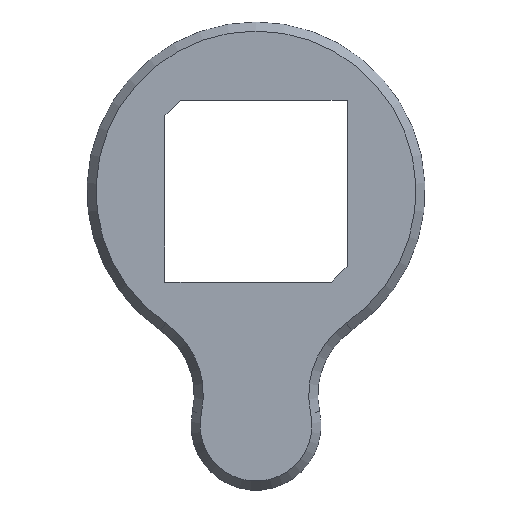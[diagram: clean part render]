
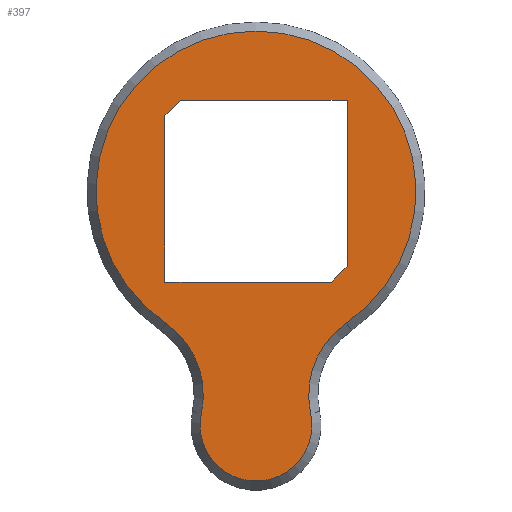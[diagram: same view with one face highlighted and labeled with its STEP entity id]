
A CAD part, top view. The second image highlights one B-rep face of the part: STEP entity #397.
In plain terms, the highlighted planar face has unit normal (0, 0, 1).
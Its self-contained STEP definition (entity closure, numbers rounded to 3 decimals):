
#15=FACE_BOUND('',#70,.T.);
#17=PLANE('',#446);
#45=FACE_OUTER_BOUND('',#69,.T.);
#69=EDGE_LOOP('',(#300,#301,#302,#303));
#70=EDGE_LOOP('',(#304,#305,#306,#307,#308,#309));
#89=CIRCLE('',#430,12.3);
#91=CIRCLE('',#433,6.7);
#93=CIRCLE('',#436,6.7);
#95=CIRCLE('',#439,4.3);
#108=LINE('',#627,#150);
#109=LINE('',#629,#151);
#110=LINE('',#631,#152);
#111=LINE('',#633,#153);
#112=LINE('',#635,#154);
#113=LINE('',#636,#155);
#150=VECTOR('',#512,10.);
#151=VECTOR('',#513,10.);
#152=VECTOR('',#514,10.);
#153=VECTOR('',#515,10.);
#154=VECTOR('',#516,10.);
#155=VECTOR('',#517,10.);
#186=VERTEX_POINT('',#590);
#187=VERTEX_POINT('',#592);
#189=VERTEX_POINT('',#598);
#192=VERTEX_POINT('',#605);
#197=VERTEX_POINT('',#625);
#198=VERTEX_POINT('',#626);
#199=VERTEX_POINT('',#628);
#200=VERTEX_POINT('',#630);
#201=VERTEX_POINT('',#632);
#202=VERTEX_POINT('',#634);
#220=EDGE_CURVE('',#186,#187,#89,.T.);
#223=EDGE_CURVE('',#187,#189,#91,.T.);
#227=EDGE_CURVE('',#192,#186,#93,.T.);
#229=EDGE_CURVE('',#189,#192,#95,.T.);
#237=EDGE_CURVE('',#197,#198,#108,.T.);
#238=EDGE_CURVE('',#198,#199,#109,.T.);
#239=EDGE_CURVE('',#199,#200,#110,.T.);
#240=EDGE_CURVE('',#200,#201,#111,.T.);
#241=EDGE_CURVE('',#201,#202,#112,.T.);
#242=EDGE_CURVE('',#202,#197,#113,.T.);
#300=ORIENTED_EDGE('',*,*,#220,.F.);
#301=ORIENTED_EDGE('',*,*,#227,.F.);
#302=ORIENTED_EDGE('',*,*,#229,.F.);
#303=ORIENTED_EDGE('',*,*,#223,.F.);
#304=ORIENTED_EDGE('',*,*,#237,.T.);
#305=ORIENTED_EDGE('',*,*,#238,.T.);
#306=ORIENTED_EDGE('',*,*,#239,.T.);
#307=ORIENTED_EDGE('',*,*,#240,.T.);
#308=ORIENTED_EDGE('',*,*,#241,.T.);
#309=ORIENTED_EDGE('',*,*,#242,.T.);
#397=ADVANCED_FACE('',(#45,#15),#17,.F.);
#430=AXIS2_PLACEMENT_3D('',#593,#472,#473);
#433=AXIS2_PLACEMENT_3D('',#599,#479,#480);
#436=AXIS2_PLACEMENT_3D('',#607,#487,#488);
#439=AXIS2_PLACEMENT_3D('',#610,#493,#494);
#446=AXIS2_PLACEMENT_3D('',#624,#510,#511);
#472=DIRECTION('center_axis',(0.,0.,
-1.));
#473=DIRECTION('ref_axis',(0.566,0.825,0.));
#479=DIRECTION('center_axis',(0.,0.,
1.));
#480=DIRECTION('ref_axis',(-0.977,-0.212,0.));
#487=DIRECTION('center_axis',(0.,0.,
1.));
#488=DIRECTION('ref_axis',(0.566,0.825,0.));
#493=DIRECTION('center_axis',(0.,0.,
-1.));
#494=DIRECTION('ref_axis',(-0.977,-0.212,0.));
#510=DIRECTION('center_axis',(0.,0.,
-1.));
#511=DIRECTION('ref_axis',(-1.,0.,0.));
#512=DIRECTION('',(1.,0.,0.));
#513=DIRECTION('',(0.,-1.,0.));
#514=DIRECTION('',(-0.707,-0.707,0.));
#515=DIRECTION('',(-1.,0.,0.));
#516=DIRECTION('',(0.,1.,0.));
#517=DIRECTION('',(0.707,0.707,0.));
#590=CARTESIAN_POINT('',(32.041,-6.642,-68.359));
#592=CARTESIAN_POINT('',(45.959,-6.642,-68.359));
#593=CARTESIAN_POINT('Origin',(39.,3.5,-68.359));
#598=CARTESIAN_POINT('',(43.202,-13.588,-68.359));
#599=CARTESIAN_POINT('Origin',(49.75,-12.167,-68.359));
#605=CARTESIAN_POINT('',(34.798,-13.588,-68.359));
#607=CARTESIAN_POINT('Origin',(28.25,-12.167,-68.359));
#610=CARTESIAN_POINT('Origin',(39.,-14.5,-68.359));
#624=CARTESIAN_POINT('Origin',(39.,-1.5,-68.359));
#625=CARTESIAN_POINT('',(33.2,10.5,-68.359));
#626=CARTESIAN_POINT('',(46.,10.5,-68.359));
#627=CARTESIAN_POINT('',(32.,10.5,-68.359));
#628=CARTESIAN_POINT('',(46.,-2.3,-68.359));
#629=CARTESIAN_POINT('',(46.,10.5,-68.359));
#630=CARTESIAN_POINT('',(44.8,-3.5,-68.359));
#631=CARTESIAN_POINT('',(46.,-2.3,-68.359));
#632=CARTESIAN_POINT('',(32.,-3.5,-68.359));
#633=CARTESIAN_POINT('',(46.,-3.5,-68.359));
#634=CARTESIAN_POINT('',(32.,9.3,-68.359));
#635=CARTESIAN_POINT('',(32.,-3.5,-68.359));
#636=CARTESIAN_POINT('',(33.2,10.5,-68.359));
